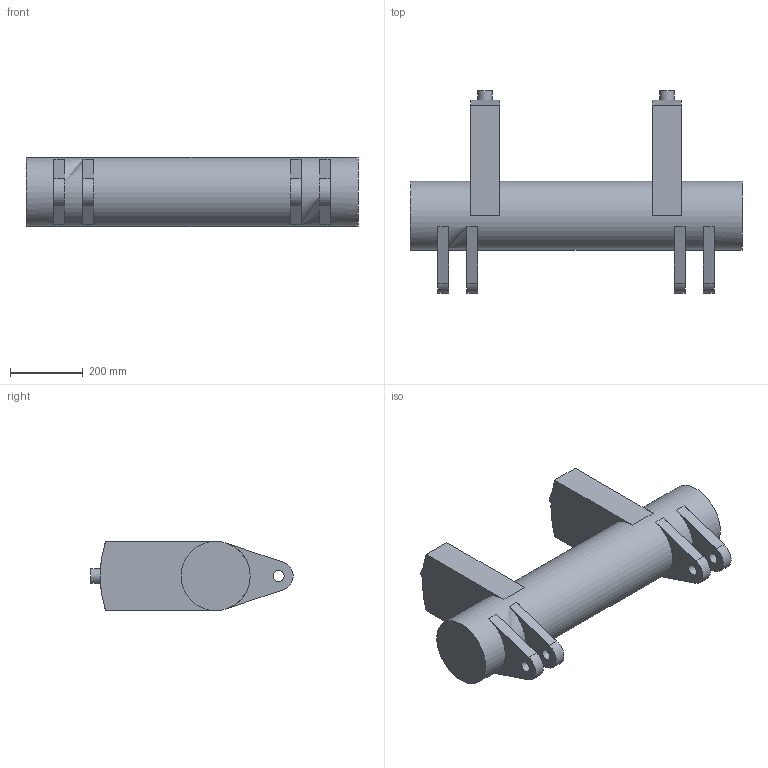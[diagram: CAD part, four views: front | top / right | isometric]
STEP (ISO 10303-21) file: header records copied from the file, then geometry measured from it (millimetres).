
FILE_DESCRIPTION(/* description */ (''),/* implementation_level */ '2;1');
FILE_NAME(/* name */ 'FrontAxle.step',/* time_stamp */ '2025-05-27T21:06:59-04:00',/* author */ (''),/* organization */ (''),/* preprocessor_version */ 'ST-DEVELOPER v20.1',/* originating_system */ 'Autodesk Translation Framework v14.10.0.0',/* authorisation */ '');
FILE_SCHEMA (('AUTOMOTIVE_DESIGN { 1 0 10303 214 3 1 1 }'));
Length unit declared in the file: millimetre
Products named in the file (1): FrontAxle
Bounding box: 912.8 x 556.08 x 190 mm (x, y, z)
Volume: 34647797.6 mm3; surface area: 1000993.7 mm2
Topology: 1 solids, 1 shells, 41 faces, 107 edges, 72 vertices
Faces by surface type: plane 28, cylinder 13
Full cylindrical faces by diameter (mm): 30 x4, 40 x2, 190 x1
Entity records: 1454 total; most frequent: CARTESIAN_POINT 353, DIRECTION 231, ORIENTED_EDGE 214, EDGE_CURVE 107, AXIS2_PLACEMENT_3D 86, VERTEX_POINT 72, LINE 59, VECTOR 59
